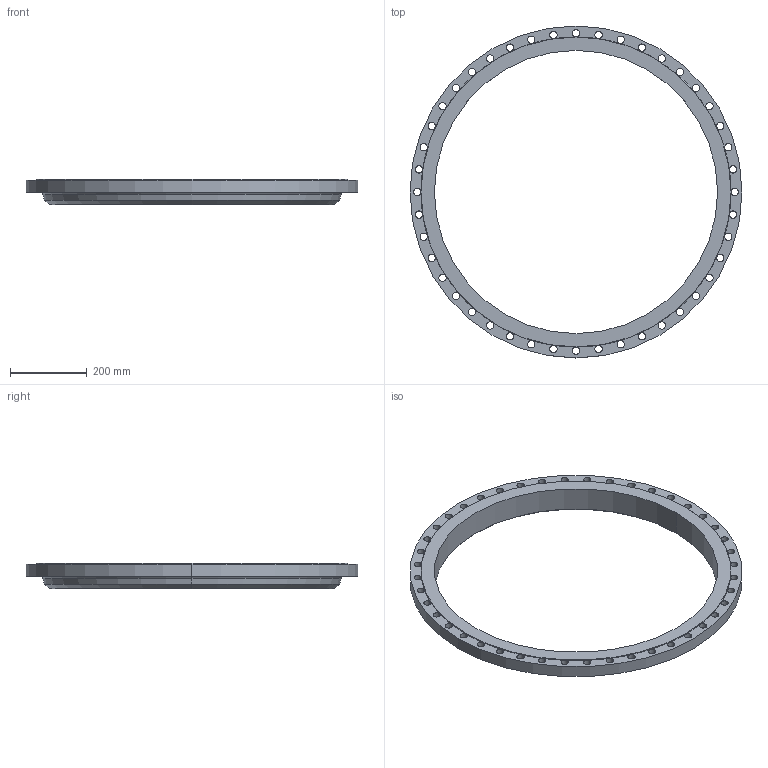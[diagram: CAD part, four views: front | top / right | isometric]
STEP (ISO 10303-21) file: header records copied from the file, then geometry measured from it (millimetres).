
FILE_DESCRIPTION (( 'STEP AP203' ), '1' );
FILE_NAME ('30_75_B1647B_RF_WNF_OB_S20.STEP', '2024-01-18T01:19:27', ( '' ), ( '' ), 'SwSTEP 2.0', 'SolidWorks 2023', '' );
FILE_SCHEMA (( 'CONFIG_CONTROL_DESIGN' ));
Length unit declared in the file: inch
Products named in the file (1): 30_75_B1647B_RF_WNF_OB_S20
Bounding box: 863.6 x 863.6 x 65.09 mm (x, y, z)
Volume: 5950185.8 mm3; surface area: 662813.7 mm2
Topology: 1 solids, 1 shells, 104 faces, 380 edges, 236 vertices
Faces by surface type: cylinder 94, cone 4, plane 4, torus 2
Entity records: 4429 total; most frequent: DIRECTION 872, ORIENTED_EDGE 760, CARTESIAN_POINT 721, AXIS2_PLACEMENT_3D 387, EDGE_CURVE 380, CIRCLE 282, VERTEX_POINT 236, EDGE_LOOP 152
